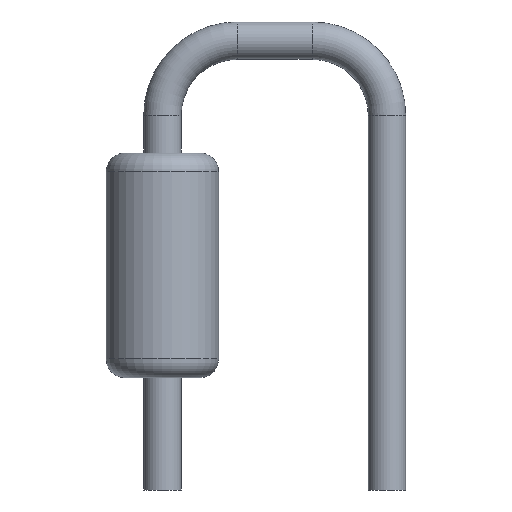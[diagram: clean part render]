
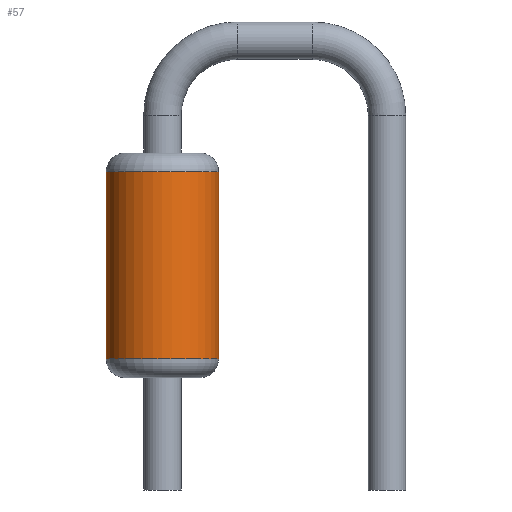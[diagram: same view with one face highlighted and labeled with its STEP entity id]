
A CAD part, front view. The second image highlights one B-rep face of the part: STEP entity #57.
In plain terms, the highlighted cylindrical face has radius 1.5 mm (diameter 3 mm), a full revolution.
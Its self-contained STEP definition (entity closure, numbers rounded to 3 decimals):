
#57=ADVANCED_FACE('',(#102,#104),#106,.T.);
#102=FACE_OUTER_BOUND('',#103,.T.);
#103=EDGE_LOOP('',(#187));
#104=FACE_OUTER_BOUND('',#105,.T.);
#105=EDGE_LOOP('',(#188));
#106=CYLINDRICAL_SURFACE('',#107,1.5);
#107=AXIS2_PLACEMENT_3D('',#108,#109,#110);
#108=CARTESIAN_POINT('',(0.,0.,0.));
#109=DIRECTION('',(0.,0.,1.));
#110=DIRECTION('',(1.,0.,0.));
#187=ORIENTED_EDGE('',*,*,#209,.F.);
#188=ORIENTED_EDGE('',*,*,#210,.T.);
#209=EDGE_CURVE('',#227,#227,#228,.T.);
#210=EDGE_CURVE('',#229,#229,#230,.T.);
#227=VERTEX_POINT('',#269);
#228=CIRCLE('',#270,1.5);
#229=VERTEX_POINT('',#274);
#230=CIRCLE('',#275,1.5);
#269=CARTESIAN_POINT('',(1.5,0.,5.5));
#270=AXIS2_PLACEMENT_3D('',#271,#272,#273);
#271=CARTESIAN_POINT('',(0.,0.,5.5));
#272=DIRECTION('',(0.,0.,1.));
#273=DIRECTION('',(1.,0.,0.));
#274=CARTESIAN_POINT('',(1.5,0.,0.5));
#275=AXIS2_PLACEMENT_3D('',#276,#277,#278);
#276=CARTESIAN_POINT('',(0.,0.,0.5));
#277=DIRECTION('',(0.,0.,1.));
#278=DIRECTION('',(1.,0.,0.));
